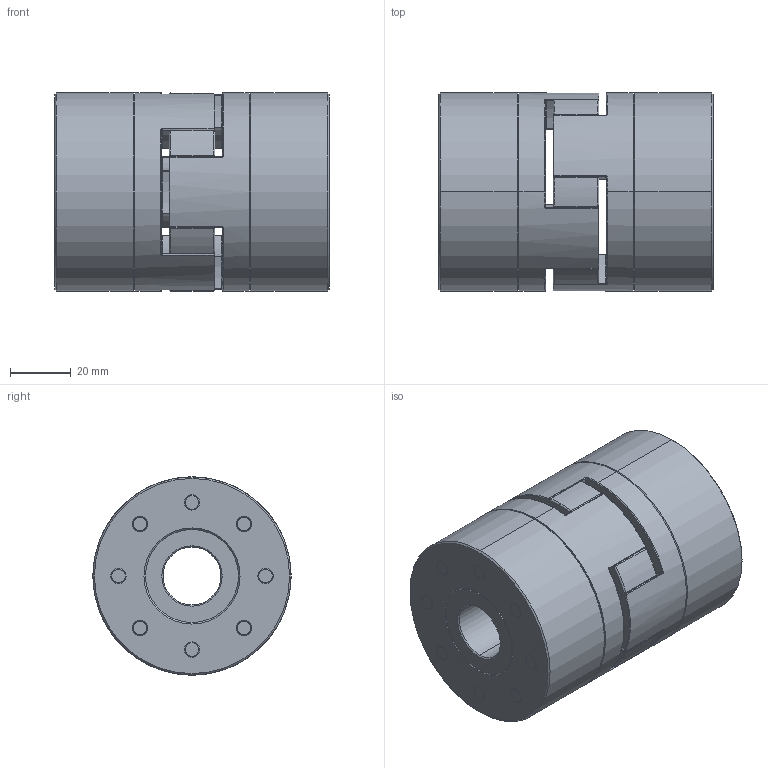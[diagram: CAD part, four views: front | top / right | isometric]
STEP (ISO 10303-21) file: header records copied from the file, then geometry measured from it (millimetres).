
FILE_DESCRIPTION (( 'STEP AP203' ), '1' );
FILE_NAME ('CL10-65.step', '2011-08-10T06:58:08', ( '' ), ( '' ), 'SwSTEP 2.0', 'SolidWorks 2010', '' );
FILE_SCHEMA (( 'CONFIG_CONTROL_DESIGN' ));
Length unit declared in the file: millimetre
Products named in the file (1): CL10-65
Bounding box: 90 x 65 x 65 mm (x, y, z)
Volume: 259413.2 mm3; surface area: 78572.1 mm2
Topology: 21 solids, 21 shells, 424 faces, 920 edges, 523 vertices
Faces by surface type: cylinder 160, torus 109, plane 50, cone 48, sphere 45, bspline 12
Entity records: 12263 total; most frequent: CARTESIAN_POINT 2835, DIRECTION 2244, ORIENTED_EDGE 1772, AXIS2_PLACEMENT_3D 1015, EDGE_CURVE 886, CIRCLE 602, VERTEX_POINT 506, EDGE_LOOP 468
